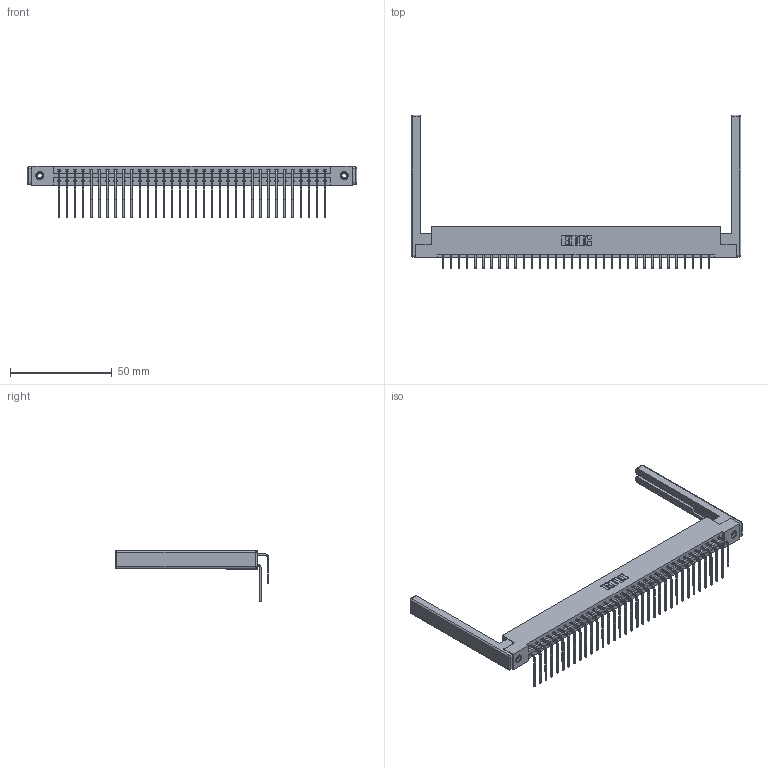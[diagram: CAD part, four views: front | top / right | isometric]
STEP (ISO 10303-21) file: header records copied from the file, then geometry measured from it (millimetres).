
FILE_DESCRIPTION (( 'STEP AP203' ), '1' );
FILE_NAME ('337-068-559-268.STEP', '2019-10-10T00:47:49', ( '' ), ( '' ), 'SwSTEP 2.0', 'SolidWorks 2016', '' );
FILE_SCHEMA (( 'CONFIG_CONTROL_DESIGN' ));
Length unit declared in the file: inch
Products named in the file (6): 345-250-001_345-250-001-102; 337-068-559-268; 345-292-001_559 Tail - 2; 337 Part_Flush Mounting Lugs - 0.156 Dia-TI; 307-220-068; 345-292-001_558 559 Tail - 1
Assembly tree (73 placements, depth 2):
  337-068-559-268
    337 Part_Flush Mounting Lugs - 0.156 Dia-TI
    345-292-001_558 559 Tail - 1  x34
    345-292-001_559 Tail - 2  x34
    345-250-001_345-250-001-102  x2
    307-220-068  x2
Bounding box: 162.15 x 75.63 x 25.53 mm (x, y, z)
Volume: 21759.6 mm3; surface area: 25568.6 mm2
Topology: 73 solids, 73 shells, 4076 faces, 12057 edges, 7926 vertices
Faces by surface type: plane 2878, cylinder 1174, cone 12, sphere 8, torus 4
Entity records: 31940 total; most frequent: CARTESIAN_POINT 5398, ORIENTED_EDGE 5272, DIRECTION 4658, EDGE_CURVE 2636, LINE 2418, VECTOR 2418, VERTEX_POINT 1746, AXIS2_PLACEMENT_3D 1120
